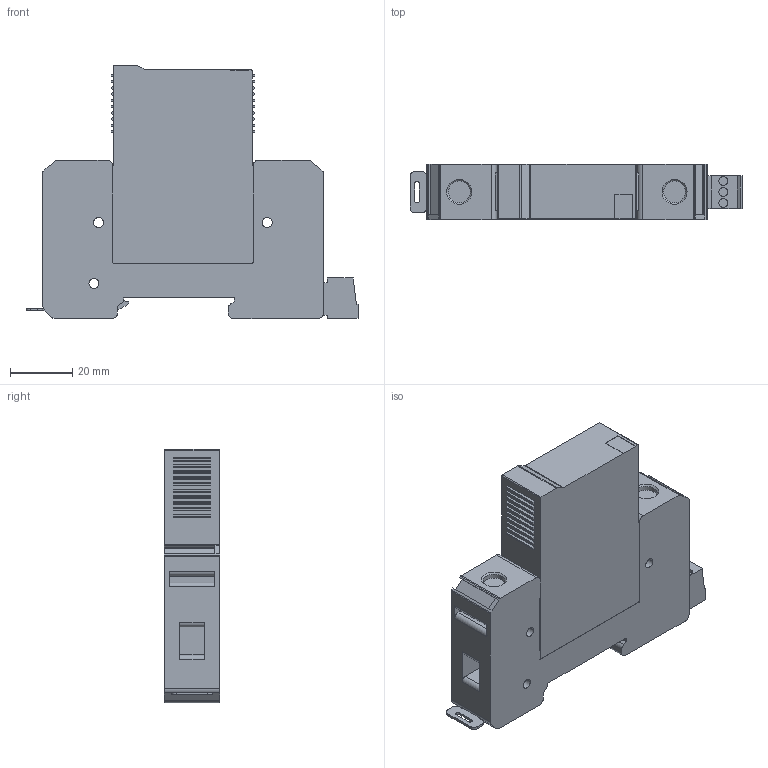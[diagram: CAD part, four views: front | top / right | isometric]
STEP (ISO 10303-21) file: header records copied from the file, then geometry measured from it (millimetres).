
FILE_DESCRIPTION(('Creo Elements/Direct Modeling STEP Export'),'2;1');
FILE_NAME('DS131VGS.stp','2017-10-10T10:12:39',(''),(''),'Creo Elements/Direct Modeling STEP processor for AP214 (Solid Model)','Creo Elements/Direct Modeling 20.0AP0401 12-May-2017 (C) Parametric Technology GmbH','');
FILE_SCHEMA(('AUTOMOTIVE_DESIGN { 1 0 10303 214 1 1 1 1 }'));
Length unit declared in the file: millimetre
Products named in the file (2): DS131VGS
Assembly tree (1 placements, depth 2):
  DS131VGS
    DS131VGS
Bounding box: 106.39 x 17.8 x 81.2 mm (x, y, z)
Volume: 96607.5 mm3; surface area: 21446.8 mm2
Topology: 1 solids, 1 shells, 293 faces, 765 edges, 507 vertices
Faces by surface type: plane 232, cylinder 57, cone 4
Entity records: 8575 total; most frequent: ORIENTED_EDGE 1530, CARTESIAN_POINT 1485, DIRECTION 1328, EDGE_CURVE 765, VECTOR 628, LINE 628, VERTEX_POINT 507, AXIS2_PLACEMENT_3D 350
